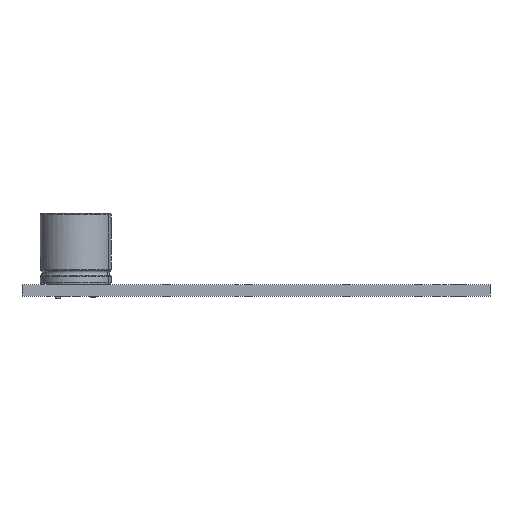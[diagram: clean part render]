
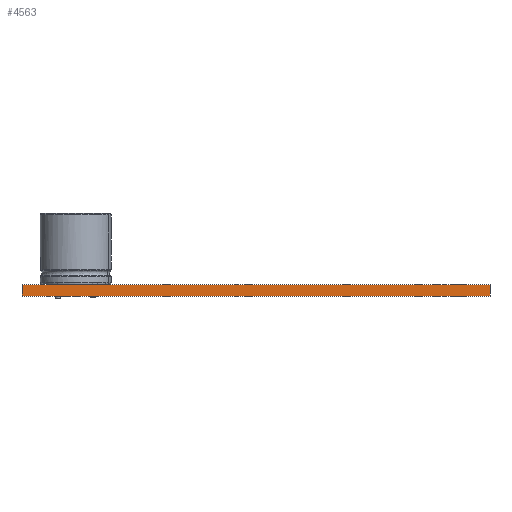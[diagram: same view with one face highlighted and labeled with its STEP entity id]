
A CAD part, front view. The second image highlights one B-rep face of the part: STEP entity #4563.
In plain terms, the highlighted planar face has unit normal (0, -1, 0).
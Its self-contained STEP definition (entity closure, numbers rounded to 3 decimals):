
#4563 = ADVANCED_FACE('',(#4564),#4578,.T.);
#4564 = FACE_BOUND('',#4565,.T.);
#4565 = EDGE_LOOP('',(#4566,#4601,#4629,#4657));
#4566 = ORIENTED_EDGE('',*,*,#4567,.T.);
#4567 = EDGE_CURVE('',#4568,#4570,#4572,.T.);
#4568 = VERTEX_POINT('',#4569);
#4569 = CARTESIAN_POINT('',(190.5,-133.35,0.));
#4570 = VERTEX_POINT('',#4571);
#4571 = CARTESIAN_POINT('',(190.5,-133.35,1.6));
#4572 = SURFACE_CURVE('',#4573,(#4577,#4589),.PCURVE_S1.);
#4573 = LINE('',#4574,#4575);
#4574 = CARTESIAN_POINT('',(190.5,-133.35,0.));
#4575 = VECTOR('',#4576,1.);
#4576 = DIRECTION('',(0.,0.,1.));
#4577 = PCURVE('',#4578,#4583);
#4578 = PLANE('',#4579);
#4579 = AXIS2_PLACEMENT_3D('',#4580,#4581,#4582);
#4580 = CARTESIAN_POINT('',(190.5,-133.35,0.));
#4581 = DIRECTION('',(0.,-1.,0.));
#4582 = DIRECTION('',(-1.,0.,0.));
#4583 = DEFINITIONAL_REPRESENTATION('',(#4584),#4588);
#4584 = LINE('',#4585,#4586);
#4585 = CARTESIAN_POINT('',(0.,0.));
#4586 = VECTOR('',#4587,1.);
#4587 = DIRECTION('',(0.,-1.));
#4588 = ( GEOMETRIC_REPRESENTATION_CONTEXT(2) 
PARAMETRIC_REPRESENTATION_CONTEXT() REPRESENTATION_CONTEXT('2D SPACE',''
  ) );
#4589 = PCURVE('',#4590,#4595);
#4590 = PLANE('',#4591);
#4591 = AXIS2_PLACEMENT_3D('',#4592,#4593,#4594);
#4592 = CARTESIAN_POINT('',(190.5,-58.42,0.));
#4593 = DIRECTION('',(1.,0.,0.));
#4594 = DIRECTION('',(0.,-1.,0.));
#4595 = DEFINITIONAL_REPRESENTATION('',(#4596),#4600);
#4596 = LINE('',#4597,#4598);
#4597 = CARTESIAN_POINT('',(74.93,0.));
#4598 = VECTOR('',#4599,1.);
#4599 = DIRECTION('',(0.,-1.));
#4600 = ( GEOMETRIC_REPRESENTATION_CONTEXT(2) 
PARAMETRIC_REPRESENTATION_CONTEXT() REPRESENTATION_CONTEXT('2D SPACE',''
  ) );
#4601 = ORIENTED_EDGE('',*,*,#4602,.T.);
#4602 = EDGE_CURVE('',#4570,#4603,#4605,.T.);
#4603 = VERTEX_POINT('',#4604);
#4604 = CARTESIAN_POINT('',(124.46,-133.35,1.6));
#4605 = SURFACE_CURVE('',#4606,(#4610,#4617),.PCURVE_S1.);
#4606 = LINE('',#4607,#4608);
#4607 = CARTESIAN_POINT('',(190.5,-133.35,1.6));
#4608 = VECTOR('',#4609,1.);
#4609 = DIRECTION('',(-1.,0.,0.));
#4610 = PCURVE('',#4578,#4611);
#4611 = DEFINITIONAL_REPRESENTATION('',(#4612),#4616);
#4612 = LINE('',#4613,#4614);
#4613 = CARTESIAN_POINT('',(0.,-1.6));
#4614 = VECTOR('',#4615,1.);
#4615 = DIRECTION('',(1.,0.));
#4616 = ( GEOMETRIC_REPRESENTATION_CONTEXT(2) 
PARAMETRIC_REPRESENTATION_CONTEXT() REPRESENTATION_CONTEXT('2D SPACE',''
  ) );
#4617 = PCURVE('',#4618,#4623);
#4618 = PLANE('',#4619);
#4619 = AXIS2_PLACEMENT_3D('',#4620,#4621,#4622);
#4620 = CARTESIAN_POINT('',(157.48,-95.885,1.6));
#4621 = DIRECTION('',(0.,0.,-1.));
#4622 = DIRECTION('',(-1.,0.,0.));
#4623 = DEFINITIONAL_REPRESENTATION('',(#4624),#4628);
#4624 = LINE('',#4625,#4626);
#4625 = CARTESIAN_POINT('',(-33.02,-37.465));
#4626 = VECTOR('',#4627,1.);
#4627 = DIRECTION('',(1.,0.));
#4628 = ( GEOMETRIC_REPRESENTATION_CONTEXT(2) 
PARAMETRIC_REPRESENTATION_CONTEXT() REPRESENTATION_CONTEXT('2D SPACE',''
  ) );
#4629 = ORIENTED_EDGE('',*,*,#4630,.F.);
#4630 = EDGE_CURVE('',#4631,#4603,#4633,.T.);
#4631 = VERTEX_POINT('',#4632);
#4632 = CARTESIAN_POINT('',(124.46,-133.35,0.));
#4633 = SURFACE_CURVE('',#4634,(#4638,#4645),.PCURVE_S1.);
#4634 = LINE('',#4635,#4636);
#4635 = CARTESIAN_POINT('',(124.46,-133.35,0.));
#4636 = VECTOR('',#4637,1.);
#4637 = DIRECTION('',(0.,0.,1.));
#4638 = PCURVE('',#4578,#4639);
#4639 = DEFINITIONAL_REPRESENTATION('',(#4640),#4644);
#4640 = LINE('',#4641,#4642);
#4641 = CARTESIAN_POINT('',(66.04,0.));
#4642 = VECTOR('',#4643,1.);
#4643 = DIRECTION('',(0.,-1.));
#4644 = ( GEOMETRIC_REPRESENTATION_CONTEXT(2) 
PARAMETRIC_REPRESENTATION_CONTEXT() REPRESENTATION_CONTEXT('2D SPACE',''
  ) );
#4645 = PCURVE('',#4646,#4651);
#4646 = PLANE('',#4647);
#4647 = AXIS2_PLACEMENT_3D('',#4648,#4649,#4650);
#4648 = CARTESIAN_POINT('',(124.46,-133.35,0.));
#4649 = DIRECTION('',(-1.,0.,0.));
#4650 = DIRECTION('',(0.,1.,0.));
#4651 = DEFINITIONAL_REPRESENTATION('',(#4652),#4656);
#4652 = LINE('',#4653,#4654);
#4653 = CARTESIAN_POINT('',(0.,0.));
#4654 = VECTOR('',#4655,1.);
#4655 = DIRECTION('',(0.,-1.));
#4656 = ( GEOMETRIC_REPRESENTATION_CONTEXT(2) 
PARAMETRIC_REPRESENTATION_CONTEXT() REPRESENTATION_CONTEXT('2D SPACE',''
  ) );
#4657 = ORIENTED_EDGE('',*,*,#4658,.F.);
#4658 = EDGE_CURVE('',#4568,#4631,#4659,.T.);
#4659 = SURFACE_CURVE('',#4660,(#4664,#4671),.PCURVE_S1.);
#4660 = LINE('',#4661,#4662);
#4661 = CARTESIAN_POINT('',(190.5,-133.35,0.));
#4662 = VECTOR('',#4663,1.);
#4663 = DIRECTION('',(-1.,0.,0.));
#4664 = PCURVE('',#4578,#4665);
#4665 = DEFINITIONAL_REPRESENTATION('',(#4666),#4670);
#4666 = LINE('',#4667,#4668);
#4667 = CARTESIAN_POINT('',(0.,0.));
#4668 = VECTOR('',#4669,1.);
#4669 = DIRECTION('',(1.,0.));
#4670 = ( GEOMETRIC_REPRESENTATION_CONTEXT(2) 
PARAMETRIC_REPRESENTATION_CONTEXT() REPRESENTATION_CONTEXT('2D SPACE',''
  ) );
#4671 = PCURVE('',#4672,#4677);
#4672 = PLANE('',#4673);
#4673 = AXIS2_PLACEMENT_3D('',#4674,#4675,#4676);
#4674 = CARTESIAN_POINT('',(157.48,-95.885,0.));
#4675 = DIRECTION('',(0.,0.,-1.));
#4676 = DIRECTION('',(-1.,0.,0.));
#4677 = DEFINITIONAL_REPRESENTATION('',(#4678),#4682);
#4678 = LINE('',#4679,#4680);
#4679 = CARTESIAN_POINT('',(-33.02,-37.465));
#4680 = VECTOR('',#4681,1.);
#4681 = DIRECTION('',(1.,0.));
#4682 = ( GEOMETRIC_REPRESENTATION_CONTEXT(2) 
PARAMETRIC_REPRESENTATION_CONTEXT() REPRESENTATION_CONTEXT('2D SPACE',''
  ) );
